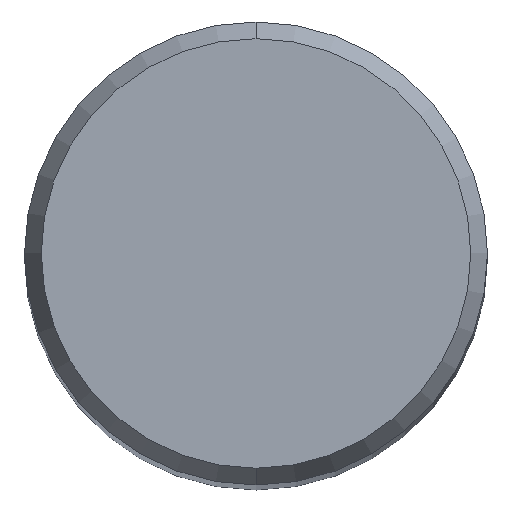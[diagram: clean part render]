
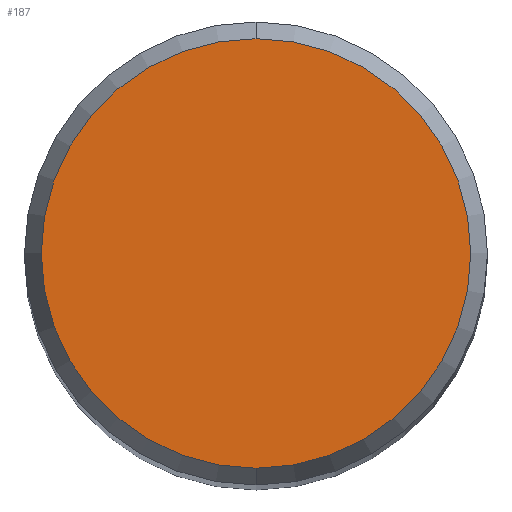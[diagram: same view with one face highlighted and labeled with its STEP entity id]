
A CAD part, top view. The second image highlights one B-rep face of the part: STEP entity #187.
In plain terms, the highlighted planar face has unit normal (0, 0, 1).
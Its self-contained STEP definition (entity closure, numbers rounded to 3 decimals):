
#111=VERTEX_POINT('',#263);
#113=EDGE_CURVE('',#111,#199,#265,.T.);
#145=EDGE_CURVE('',#199,#111,#303,.T.);
#187=ADVANCED_FACE('',(#350),#351,.T.);
#199=VERTEX_POINT('',#363);
#263=CARTESIAN_POINT('',(0.0,2.946,0.));
#265=CIRCLE('',#432,2.946);
#303=CIRCLE('',#475,2.946);
#350=FACE_OUTER_BOUND('',#538,.T.);
#351=PLANE('',#539);
#363=CARTESIAN_POINT('',(0.,-2.946,0.));
#432=AXIS2_PLACEMENT_3D('',#617,#618,#619);
#475=AXIS2_PLACEMENT_3D('',#665,#666,#667);
#538=EDGE_LOOP('',(#736,#737));
#539=AXIS2_PLACEMENT_3D('',#738,#739,#740);
#617=CARTESIAN_POINT('',(0.0,0.0,0.));
#618=DIRECTION('',(0.0,0.0,-1.0));
#619=DIRECTION('',(0.0,1.0,0.0));
#665=CARTESIAN_POINT('',(0.0,0.0,0.));
#666=DIRECTION('',(0.0,0.0,-1.0));
#667=DIRECTION('',(0.0,1.0,0.0));
#736=ORIENTED_EDGE('',*,*,#113,.F.);
#737=ORIENTED_EDGE('',*,*,#145,.F.);
#738=CARTESIAN_POINT('',(0.0,1.473,0.));
#739=DIRECTION('',(-0.0,0.0,1.0));
#740=DIRECTION('',(0.0,-1.0,0.0));
